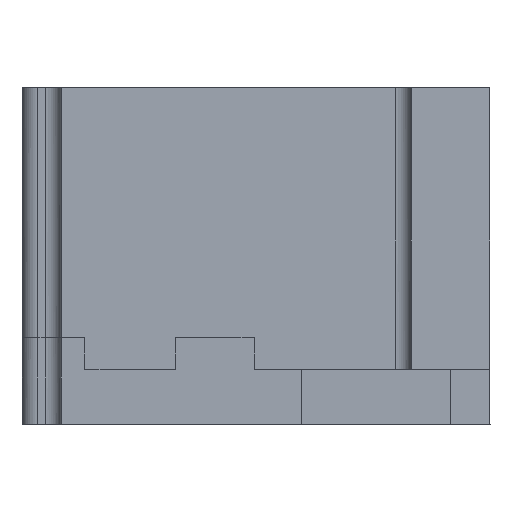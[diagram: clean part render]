
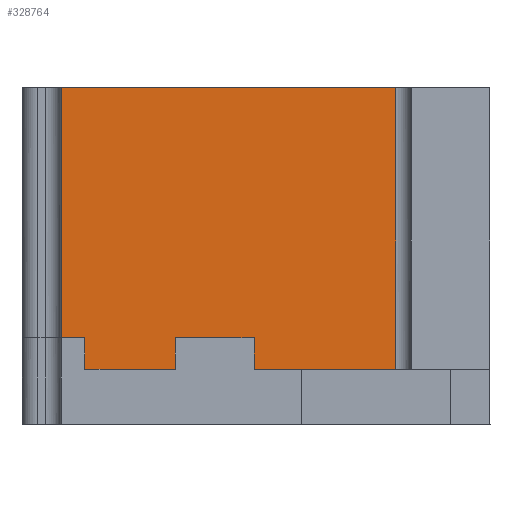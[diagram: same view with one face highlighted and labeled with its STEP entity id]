
A CAD part, left-side view. The second image highlights one B-rep face of the part: STEP entity #328764.
In plain terms, the highlighted free-form (B-spline) face has degree [1, 1] with [2, 2] control points.
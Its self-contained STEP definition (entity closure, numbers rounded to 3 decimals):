
#328764 = ADVANCED_FACE('',(#328765),#328837,.F.);
#328765 = FACE_BOUND('',#328766,.T.);
#328766 = EDGE_LOOP('',(#328767,#328776,#328783,#328790,#328797,#328804,
    #328811,#328818,#328825,#328832));
#328767 = ORIENTED_EDGE('',*,*,#328768,.F.);
#328768 = EDGE_CURVE('',#328769,#328771,#328773,.T.);
#328769 = VERTEX_POINT('',#328770);
#328770 = CARTESIAN_POINT('',(-96.478,26.488,
    -8.772));
#328771 = VERTEX_POINT('',#328772);
#328772 = CARTESIAN_POINT('',(-96.478,26.488,
    7.901));
#328773 = B_SPLINE_CURVE_WITH_KNOTS('',1,(#328774,#328775),
  .UNSPECIFIED.,.F.,.F.,(2,2),(0.,15.899),
  .PIECEWISE_BEZIER_KNOTS.);
#328774 = CARTESIAN_POINT('',(-96.478,26.488,
    -8.772));
#328775 = CARTESIAN_POINT('',(-96.478,26.488,
    7.901));
#328776 = ORIENTED_EDGE('',*,*,#328777,.T.);
#328777 = EDGE_CURVE('',#328769,#328778,#328780,.T.);
#328778 = VERTEX_POINT('',#328779);
#328779 = CARTESIAN_POINT('',(-96.478,24.915,
    -8.772));
#328780 = B_SPLINE_CURVE_WITH_KNOTS('',1,(#328781,#328782),
  .UNSPECIFIED.,.F.,.F.,(2,2),(1.,2.5),
  .PIECEWISE_BEZIER_KNOTS.);
#328781 = CARTESIAN_POINT('',(-96.478,26.488,
    -8.772));
#328782 = CARTESIAN_POINT('',(-96.478,24.915,
    -8.772));
#328783 = ORIENTED_EDGE('',*,*,#328784,.F.);
#328784 = EDGE_CURVE('',#328785,#328778,#328787,.T.);
#328785 = VERTEX_POINT('',#328786);
#328786 = CARTESIAN_POINT('',(-96.478,24.915,
    -10.87));
#328787 = B_SPLINE_CURVE_WITH_KNOTS('',1,(#328788,#328789),
  .UNSPECIFIED.,.F.,.F.,(2,2),(0.,2.),
  .PIECEWISE_BEZIER_KNOTS.);
#328788 = CARTESIAN_POINT('',(-96.478,24.915,
    -10.87));
#328789 = CARTESIAN_POINT('',(-96.478,24.915,
    -8.772));
#328790 = ORIENTED_EDGE('',*,*,#328791,.T.);
#328791 = EDGE_CURVE('',#328785,#328792,#328794,.T.);
#328792 = VERTEX_POINT('',#328793);
#328793 = CARTESIAN_POINT('',(-96.478,18.876,
    -10.87));
#328794 = B_SPLINE_CURVE_WITH_KNOTS('',1,(#328795,#328796),
  .UNSPECIFIED.,.F.,.F.,(2,2),(-24.259,-18.5),
  .PIECEWISE_BEZIER_KNOTS.);
#328795 = CARTESIAN_POINT('',(-96.478,24.915,
    -10.87));
#328796 = CARTESIAN_POINT('',(-96.478,18.876,
    -10.87));
#328797 = ORIENTED_EDGE('',*,*,#328798,.F.);
#328798 = EDGE_CURVE('',#328799,#328792,#328801,.T.);
#328799 = VERTEX_POINT('',#328800);
#328800 = CARTESIAN_POINT('',(-96.478,18.876,
    -8.772));
#328801 = B_SPLINE_CURVE_WITH_KNOTS('',1,(#328802,#328803),
  .UNSPECIFIED.,.F.,.F.,(2,2),(-0.,2.),.PIECEWISE_BEZIER_KNOTS.);
#328802 = CARTESIAN_POINT('',(-96.478,18.876,
    -8.772));
#328803 = CARTESIAN_POINT('',(-96.478,18.876,
    -10.87));
#328804 = ORIENTED_EDGE('',*,*,#328805,.F.);
#328805 = EDGE_CURVE('',#328806,#328799,#328808,.T.);
#328806 = VERTEX_POINT('',#328807);
#328807 = CARTESIAN_POINT('',(-96.478,13.633,
    -8.772));
#328808 = B_SPLINE_CURVE_WITH_KNOTS('',1,(#328809,#328810),
  .UNSPECIFIED.,.F.,.F.,(2,2),(-5.,0.),.PIECEWISE_BEZIER_KNOTS.);
#328809 = CARTESIAN_POINT('',(-96.478,13.633,
    -8.772));
#328810 = CARTESIAN_POINT('',(-96.478,18.876,
    -8.772));
#328811 = ORIENTED_EDGE('',*,*,#328812,.T.);
#328812 = EDGE_CURVE('',#328806,#328813,#328815,.T.);
#328813 = VERTEX_POINT('',#328814);
#328814 = CARTESIAN_POINT('',(-96.478,13.633,
    -10.87));
#328815 = B_SPLINE_CURVE_WITH_KNOTS('',1,(#328816,#328817),
  .UNSPECIFIED.,.F.,.F.,(2,2),(-0.,2.),.PIECEWISE_BEZIER_KNOTS.);
#328816 = CARTESIAN_POINT('',(-96.478,13.633,
    -8.772));
#328817 = CARTESIAN_POINT('',(-96.478,13.633,
    -10.87));
#328818 = ORIENTED_EDGE('',*,*,#328819,.T.);
#328819 = EDGE_CURVE('',#328813,#328820,#328822,.T.);
#328820 = VERTEX_POINT('',#328821);
#328821 = CARTESIAN_POINT('',(-96.478,4.195,
    -10.87));
#328822 = B_SPLINE_CURVE_WITH_KNOTS('',1,(#328823,#328824),
  .UNSPECIFIED.,.F.,.F.,(2,2),(-13.5,-4.5),
  .PIECEWISE_BEZIER_KNOTS.);
#328823 = CARTESIAN_POINT('',(-96.478,13.633,
    -10.87));
#328824 = CARTESIAN_POINT('',(-96.478,4.195,
    -10.87));
#328825 = ORIENTED_EDGE('',*,*,#328826,.T.);
#328826 = EDGE_CURVE('',#328820,#328827,#328829,.T.);
#328827 = VERTEX_POINT('',#328828);
#328828 = CARTESIAN_POINT('',(-96.478,4.195,
    7.901));
#328829 = B_SPLINE_CURVE_WITH_KNOTS('',1,(#328830,#328831),
  .UNSPECIFIED.,.F.,.F.,(2,2),(-17.899,0.),
  .PIECEWISE_BEZIER_KNOTS.);
#328830 = CARTESIAN_POINT('',(-96.478,4.195,
    -10.87));
#328831 = CARTESIAN_POINT('',(-96.478,4.195,
    7.901));
#328832 = ORIENTED_EDGE('',*,*,#328833,.F.);
#328833 = EDGE_CURVE('',#328771,#328827,#328834,.T.);
#328834 = B_SPLINE_CURVE_WITH_KNOTS('',1,(#328835,#328836),
  .UNSPECIFIED.,.F.,.F.,(2,2),(-27.259,-6.),
  .PIECEWISE_BEZIER_KNOTS.);
#328835 = CARTESIAN_POINT('',(-96.478,26.488,
    7.901));
#328836 = CARTESIAN_POINT('',(-96.478,4.195,
    7.901));
#328837 = B_SPLINE_SURFACE_WITH_KNOTS('',1,1,(
    (#328838,#328839)
    ,(#328840,#328841
    )),.UNSPECIFIED.,.F.,.F.,.F.,(2,2),(2,2),(0.,
    17.899),(6.,27.259),.PIECEWISE_BEZIER_KNOTS.);
#328838 = CARTESIAN_POINT('',(-96.478,4.195,
    7.901));
#328839 = CARTESIAN_POINT('',(-96.478,26.488,
    7.901));
#328840 = CARTESIAN_POINT('',(-96.478,4.195,
    -10.87));
#328841 = CARTESIAN_POINT('',(-96.478,26.488,
    -10.87));
